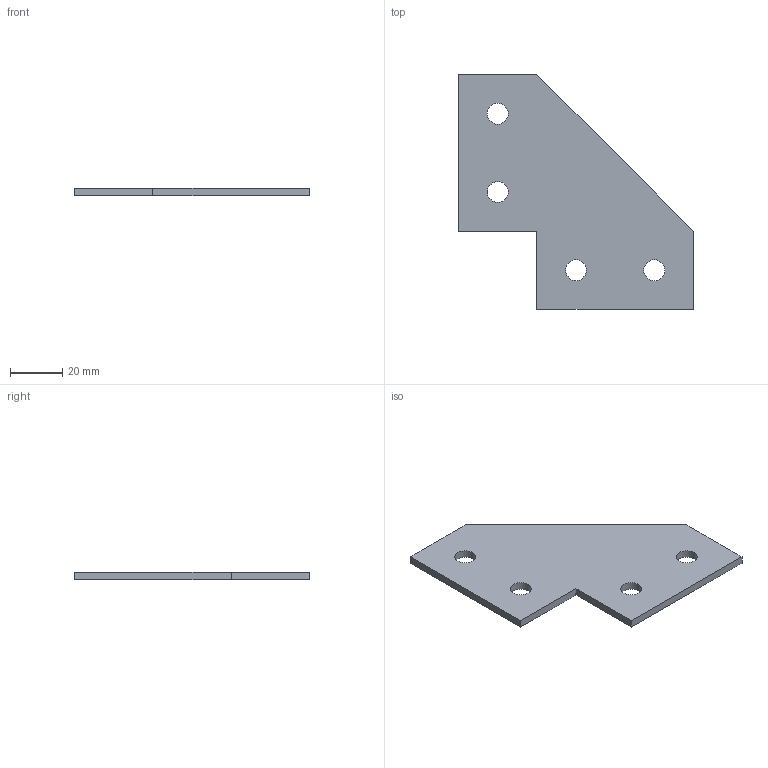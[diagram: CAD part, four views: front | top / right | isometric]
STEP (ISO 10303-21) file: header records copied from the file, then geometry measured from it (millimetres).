
FILE_DESCRIPTION( ( '' ), ' ' );
FILE_NAME( '56c1b07ae4b07d6a27dfef8c.step', '2016-02-15T11:03:23', ( '' ), ( '' ), ' ', ' ', ' ' );
FILE_SCHEMA( ( 'AUTOMOTIVE_DESIGN { 1 0 10303 214 1 1 1 1 }' ) );
Length unit declared in the file: metre
Products named in the file (1): Part 1
Bounding box: 90 x 90 x 3 mm (x, y, z)
Volume: 15596.8 mm3; surface area: 11674 mm2
Topology: 1 solids, 1 shells, 13 faces, 33 edges, 22 vertices
Faces by surface type: plane 9, cylinder 4
Full cylindrical faces by diameter (mm): 8 x4
Entity records: 511 total; most frequent: CARTESIAN_POINT 65, DIRECTION 65, ORIENTED_EDGE 58, EDGE_CURVE 29, EDGE_LOOP 25, AXIS2_PLACEMENT_3D 22, VERTEX_POINT 22, LINE 21
